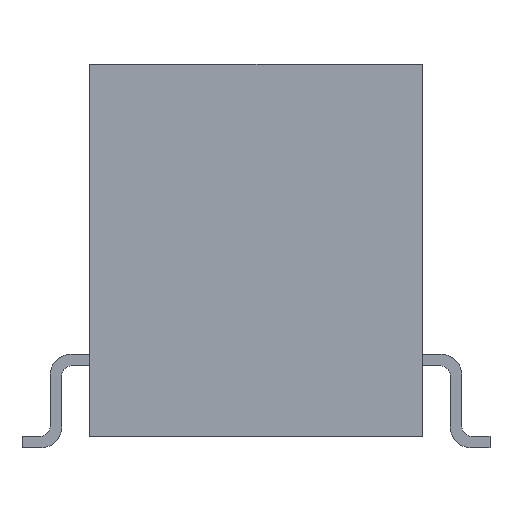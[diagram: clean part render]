
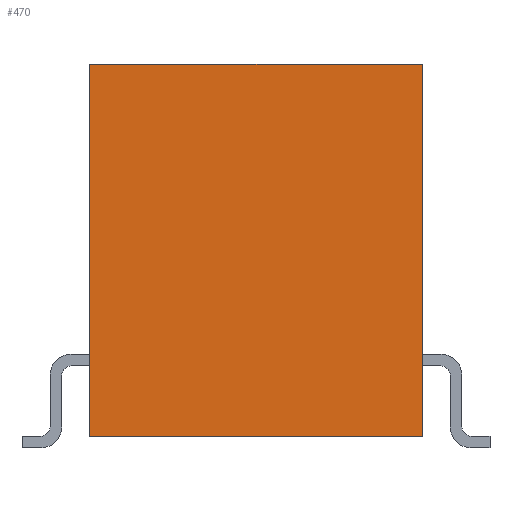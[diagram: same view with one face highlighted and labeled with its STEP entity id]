
A CAD part, left-side view. The second image highlights one B-rep face of the part: STEP entity #470.
In plain terms, the highlighted planar face has unit normal (-1, 0, 0).
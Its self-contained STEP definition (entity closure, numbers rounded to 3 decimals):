
#470 = ADVANCED_FACE ( 'NONE', ( #3373 ), #10979, .F. ) ;
#679 = DIRECTION ( 'NONE',  ( 0., -1., 0. ) ) ;
#960 = CARTESIAN_POINT ( 'NONE',  ( -7.55, -3.55, 3.975 ) ) ;
#1406 = CARTESIAN_POINT ( 'NONE',  ( -7.55, 3.55, 3.975 ) ) ;
#1414 = CARTESIAN_POINT ( 'NONE',  ( -7.55, -3.55, 3.975 ) ) ;
#1540 = ORIENTED_EDGE ( 'NONE', *, *, #12172, .F. ) ;
#1736 = DIRECTION ( 'NONE',  ( 0., -1., 0. ) ) ;
#1786 = LINE ( 'NONE', #2768, #11845 ) ;
#2532 = EDGE_LOOP ( 'NONE', ( #6545, #1540, #8020, #4523 ) ) ;
#2670 = VERTEX_POINT ( 'NONE', #1406 ) ;
#2695 = LINE ( 'NONE', #13374, #13061 ) ;
#2768 = CARTESIAN_POINT ( 'NONE',  ( -7.55, -3.55, 3.975 ) ) ;
#3040 = VECTOR ( 'NONE', #1736, 1000. ) ;
#3373 = FACE_OUTER_BOUND ( 'NONE', #2532, .T. ) ;
#3419 = CARTESIAN_POINT ( 'NONE',  ( -7.55, 3.55, 3.975 ) ) ;
#3692 = CARTESIAN_POINT ( 'NONE',  ( -7.55, -3.55, -3.975 ) ) ;
#4523 = ORIENTED_EDGE ( 'NONE', *, *, #7707, .T. ) ;
#4901 = AXIS2_PLACEMENT_3D ( 'NONE', #1414, #11893, #5536 ) ;
#4952 = LINE ( 'NONE', #3692, #3040 ) ;
#5536 = DIRECTION ( 'NONE',  ( 0., 1., 0. ) ) ;
#6482 = DIRECTION ( 'NONE',  ( 0., 0., -1. ) ) ;
#6545 = ORIENTED_EDGE ( 'NONE', *, *, #10664, .T. ) ;
#7707 = EDGE_CURVE ( 'NONE', #2670, #12542, #8508, .T. ) ;
#8020 = ORIENTED_EDGE ( 'NONE', *, *, #13344, .F. ) ;
#8190 = CARTESIAN_POINT ( 'NONE',  ( -7.55, 3.55, -3.975 ) ) ;
#8508 = LINE ( 'NONE', #3419, #8737 ) ;
#8737 = VECTOR ( 'NONE', #6482, 1000. ) ;
#9105 = VERTEX_POINT ( 'NONE', #11251 ) ;
#10169 = DIRECTION ( 'NONE',  ( 0., 0., -1. ) ) ;
#10664 = EDGE_CURVE ( 'NONE', #12542, #9105, #4952, .T. ) ;
#10979 = PLANE ( 'NONE',  #4901 ) ;
#11251 = CARTESIAN_POINT ( 'NONE',  ( -7.55, -3.55, -3.975 ) ) ;
#11845 = VECTOR ( 'NONE', #679, 1000. ) ;
#11893 = DIRECTION ( 'NONE',  ( 1., 0., 0. ) ) ;
#11914 = VERTEX_POINT ( 'NONE', #960 ) ;
#12172 = EDGE_CURVE ( 'NONE', #11914, #9105, #2695, .T. ) ;
#12542 = VERTEX_POINT ( 'NONE', #8190 ) ;
#13061 = VECTOR ( 'NONE', #10169, 1000. ) ;
#13344 = EDGE_CURVE ( 'NONE', #2670, #11914, #1786, .T. ) ;
#13374 = CARTESIAN_POINT ( 'NONE',  ( -7.55, -3.55, 3.975 ) ) ;
